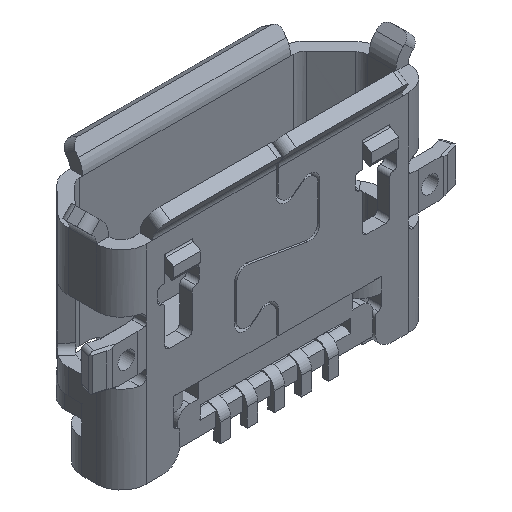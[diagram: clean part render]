
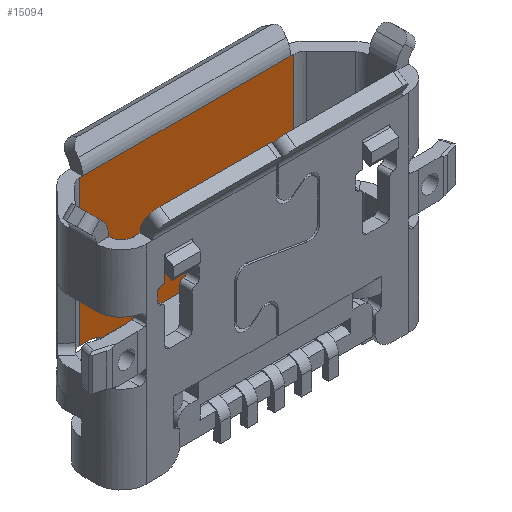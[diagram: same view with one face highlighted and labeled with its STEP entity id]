
A CAD part, isometric view. The second image highlights one B-rep face of the part: STEP entity #15094.
In plain terms, the highlighted planar face has unit normal (0, -1, 0).
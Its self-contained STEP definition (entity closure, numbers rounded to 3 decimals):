
#79 = LINE ( 'NONE', #14840, #12507 ) ;
#92 = DIRECTION ( 'NONE',  ( 0., 0., -1. ) ) ;
#176 = EDGE_CURVE ( 'NONE', #2168, #537, #13125, .T. ) ;
#278 = DIRECTION ( 'NONE',  ( 1., 0., 0. ) ) ;
#292 = VECTOR ( 'NONE', #3455, 1000. ) ;
#343 = ORIENTED_EDGE ( 'NONE', *, *, #5823, .T. ) ;
#453 = CARTESIAN_POINT ( 'NONE',  ( -1.272, 2.18, 1.5 ) ) ;
#537 = VERTEX_POINT ( 'NONE', #11772 ) ;
#590 = EDGE_CURVE ( 'NONE', #11234, #1016, #13860, .T. ) ;
#666 = CARTESIAN_POINT ( 'NONE',  ( 3.872, 2.18, 1.5 ) ) ;
#709 = CIRCLE ( 'NONE', #14568, 0.5 ) ;
#796 = ORIENTED_EDGE ( 'NONE', *, *, #1361, .T. ) ;
#1016 = VERTEX_POINT ( 'NONE', #3033 ) ;
#1266 = EDGE_CURVE ( 'NONE', #11234, #7443, #13675, .T. ) ;
#1361 = EDGE_CURVE ( 'NONE', #10218, #4047, #4057, .T. ) ;
#1644 = DIRECTION ( 'NONE',  ( -1., 0., 0. ) ) ;
#2168 = VERTEX_POINT ( 'NONE', #3228 ) ;
#2308 = DIRECTION ( 'NONE',  ( 1., 0., 0. ) ) ;
#2610 = EDGE_CURVE ( 'NONE', #4047, #12439, #79, .T. ) ;
#2838 = ORIENTED_EDGE ( 'NONE', *, *, #4684, .T. ) ;
#3033 = CARTESIAN_POINT ( 'NONE',  ( -0.75, 2.18, 1.4 ) ) ;
#3158 = VERTEX_POINT ( 'NONE', #6411 ) ;
#3228 = CARTESIAN_POINT ( 'NONE',  ( 3.872, 2.18, 1.5 ) ) ;
#3455 = DIRECTION ( 'NONE',  ( -1., 0., 0. ) ) ;
#3670 = DIRECTION ( 'NONE',  ( 0., -1., 0. ) ) ;
#3770 = CARTESIAN_POINT ( 'NONE',  ( 0., 2.18, 1.4 ) ) ;
#3890 = VECTOR ( 'NONE', #6410, 1000. ) ;
#4047 = VERTEX_POINT ( 'NONE', #12012 ) ;
#4057 = LINE ( 'NONE', #13508, #292 ) ;
#4193 = CARTESIAN_POINT ( 'NONE',  ( -1.272, 2.18, 5. ) ) ;
#4670 = LINE ( 'NONE', #6238, #5408 ) ;
#4684 = EDGE_CURVE ( 'NONE', #7443, #2168, #4691, .T. ) ;
#4691 = LINE ( 'NONE', #14299, #10524 ) ;
#4834 = PLANE ( 'NONE',  #12363 ) ;
#4884 = EDGE_CURVE ( 'NONE', #3158, #13898, #12982, .T. ) ;
#4933 = CARTESIAN_POINT ( 'NONE',  ( -1.429, 2.18, 1.272 ) ) ;
#5024 = VECTOR ( 'NONE', #9063, 1000. ) ;
#5390 = CARTESIAN_POINT ( 'NONE',  ( 3.65, 2.18, 1.5 ) ) ;
#5408 = VECTOR ( 'NONE', #14865, 1000. ) ;
#5442 = ORIENTED_EDGE ( 'NONE', *, *, #2610, .T. ) ;
#5744 = CARTESIAN_POINT ( 'NONE',  ( 3.65, 2.18, 1. ) ) ;
#5764 = VECTOR ( 'NONE', #10774, 1000. ) ;
#5823 = EDGE_CURVE ( 'NONE', #13898, #1016, #709, .T. ) ;
#6106 = EDGE_CURVE ( 'NONE', #3158, #12439, #14435, .T. ) ;
#6238 = CARTESIAN_POINT ( 'NONE',  ( 0., 2.18, 5. ) ) ;
#6410 = DIRECTION ( 'NONE',  ( 0., 0., 1. ) ) ;
#6411 = CARTESIAN_POINT ( 'NONE',  ( -1.272, 2.18, 1.5 ) ) ;
#6652 = DIRECTION ( 'NONE',  ( 0., 1., 0. ) ) ;
#6816 = CARTESIAN_POINT ( 'NONE',  ( 3.35, 2.18, 1.4 ) ) ;
#7443 = VERTEX_POINT ( 'NONE', #5390 ) ;
#7777 = ORIENTED_EDGE ( 'NONE', *, *, #15179, .T. ) ;
#9063 = DIRECTION ( 'NONE',  ( 0., 0., 1. ) ) ;
#9296 = ORIENTED_EDGE ( 'NONE', *, *, #4884, .T. ) ;
#9556 = FACE_OUTER_BOUND ( 'NONE', #14099, .T. ) ;
#10218 = VERTEX_POINT ( 'NONE', #14162 ) ;
#10524 = VECTOR ( 'NONE', #2308, 1000. ) ;
#10774 = DIRECTION ( 'NONE',  ( -1., 0., 0. ) ) ;
#11234 = VERTEX_POINT ( 'NONE', #6816 ) ;
#11772 = CARTESIAN_POINT ( 'NONE',  ( 3.872, 2.18, 5. ) ) ;
#12012 = CARTESIAN_POINT ( 'NONE',  ( -1.2, 2.18, 5. ) ) ;
#12079 = ORIENTED_EDGE ( 'NONE', *, *, #6106, .F. ) ;
#12165 = AXIS2_PLACEMENT_3D ( 'NONE', #5744, #6652, #15051 ) ;
#12216 = VECTOR ( 'NONE', #278, 1000. ) ;
#12288 = CARTESIAN_POINT ( 'NONE',  ( 0., 2.18, 1.5 ) ) ;
#12363 = AXIS2_PLACEMENT_3D ( 'NONE', #4933, #3670, #92 ) ;
#12439 = VERTEX_POINT ( 'NONE', #4193 ) ;
#12507 = VECTOR ( 'NONE', #1644, 1000. ) ;
#12904 = ORIENTED_EDGE ( 'NONE', *, *, #1266, .T. ) ;
#12982 = LINE ( 'NONE', #12288, #12216 ) ;
#13065 = CARTESIAN_POINT ( 'NONE',  ( -1.05, 2.18, 1. ) ) ;
#13125 = LINE ( 'NONE', #666, #5024 ) ;
#13334 = CARTESIAN_POINT ( 'NONE',  ( -1.05, 2.18, 1.5 ) ) ;
#13508 = CARTESIAN_POINT ( 'NONE',  ( 3.8, 2.18, 5. ) ) ;
#13675 = CIRCLE ( 'NONE', #12165, 0.5 ) ;
#13860 = LINE ( 'NONE', #3770, #5764 ) ;
#13898 = VERTEX_POINT ( 'NONE', #13334 ) ;
#14099 = EDGE_LOOP ( 'NONE', ( #14167, #12904, #2838, #14558, #7777, #796, #5442, #12079, #9296, #343 ) ) ;
#14162 = CARTESIAN_POINT ( 'NONE',  ( 3.8, 2.18, 5. ) ) ;
#14167 = ORIENTED_EDGE ( 'NONE', *, *, #590, .F. ) ;
#14205 = DIRECTION ( 'NONE',  ( 1., 0., 0. ) ) ;
#14299 = CARTESIAN_POINT ( 'NONE',  ( 0., 2.18, 1.5 ) ) ;
#14435 = LINE ( 'NONE', #453, #3890 ) ;
#14558 = ORIENTED_EDGE ( 'NONE', *, *, #176, .T. ) ;
#14568 = AXIS2_PLACEMENT_3D ( 'NONE', #13065, #15418, #14205 ) ;
#14840 = CARTESIAN_POINT ( 'NONE',  ( 0., 2.18, 5. ) ) ;
#14865 = DIRECTION ( 'NONE',  ( -1., 0., 0. ) ) ;
#15051 = DIRECTION ( 'NONE',  ( -1., 0., 0. ) ) ;
#15094 = ADVANCED_FACE ( 'NONE', ( #9556 ), #4834, .T. ) ;
#15179 = EDGE_CURVE ( 'NONE', #537, #10218, #4670, .T. ) ;
#15418 = DIRECTION ( 'NONE',  ( 0., 1., 0. ) ) ;
